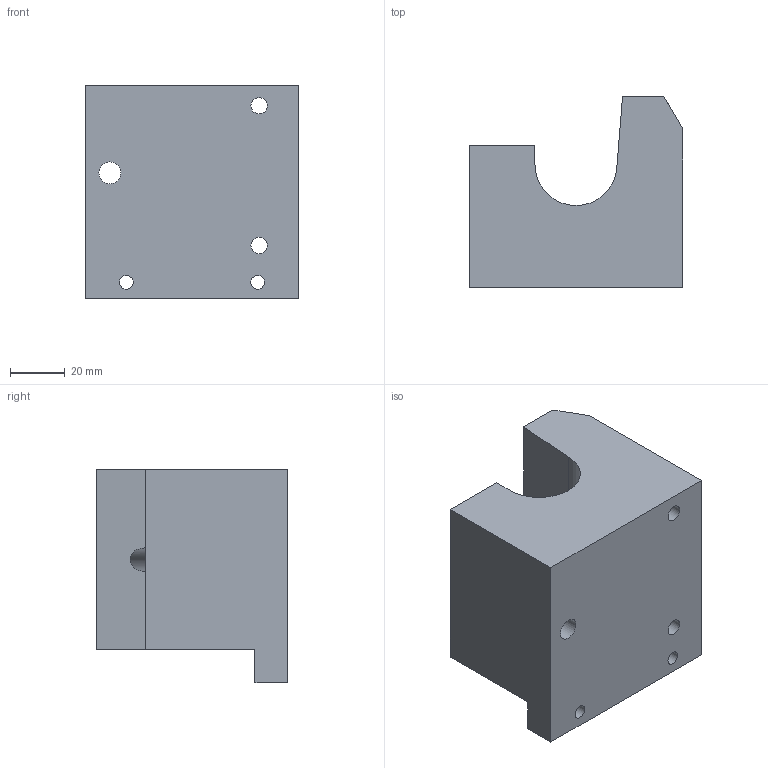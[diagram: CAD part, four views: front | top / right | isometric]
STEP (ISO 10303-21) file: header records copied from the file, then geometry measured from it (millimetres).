
FILE_DESCRIPTION(('STEP AP203'),'1');
FILE_NAME('FIXATION GUIDE .stp','2023-03-07T09:58:59',(' '),(' '),'Spatial InterOp 3D',' ',' ');
FILE_SCHEMA(('CONFIG_CONTROL_DESIGN'));
Length unit declared in the file: millimetre
Products named in the file (1): FIXATION GUIDE 
Bounding box: 78 x 70 x 78 mm (x, y, z)
Volume: 257511.7 mm3; surface area: 35524.6 mm2
Topology: 1 solids, 1 shells, 19 faces, 57 edges, 40 vertices
Faces by surface type: plane 12, cylinder 7
Full cylindrical faces by diameter (mm): 5 x2, 6 x2, 8 x1, 8.5 x1
Entity records: 655 total; most frequent: CARTESIAN_POINT 99, DIRECTION 99, ORIENTED_EDGE 90, EDGE_CURVE 45, EDGE_LOOP 37, AXIS2_PLACEMENT_3D 34, VERTEX_POINT 34, LINE 31
